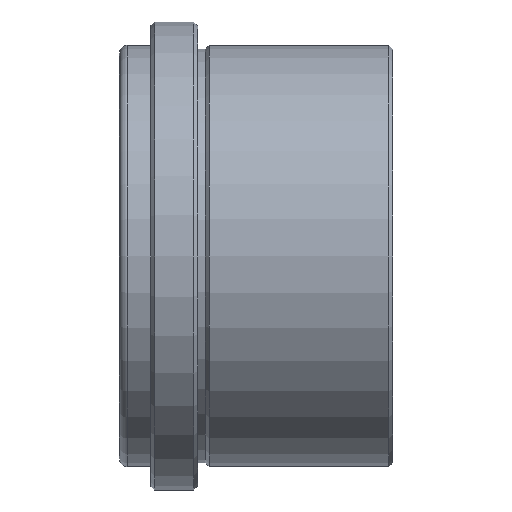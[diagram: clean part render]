
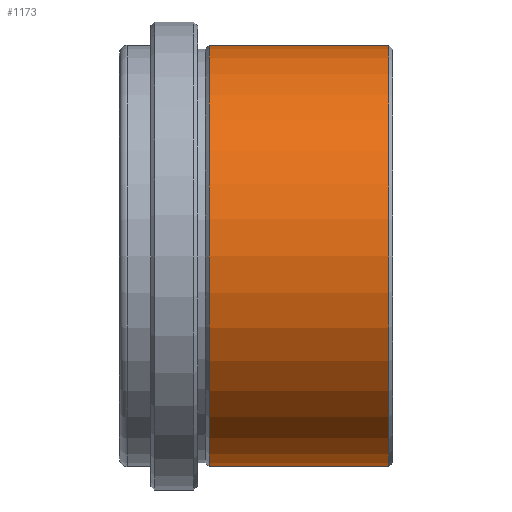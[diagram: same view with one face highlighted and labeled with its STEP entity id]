
A CAD part, left-side view. The second image highlights one B-rep face of the part: STEP entity #1173.
In plain terms, the highlighted cylindrical face has radius 27 mm (diameter 54 mm), a partial arc.
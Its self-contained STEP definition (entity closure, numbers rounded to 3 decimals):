
#67 = VECTOR ( 'NONE', #1605, 1000. ) ;
#68 = AXIS2_PLACEMENT_3D ( 'NONE', #1545, #1698, #1551 ) ;
#144 = EDGE_CURVE ( 'NONE', #1988, #988, #2055, .T. ) ;
#164 = ORIENTED_EDGE ( 'NONE', *, *, #1538, .F. ) ;
#297 = CARTESIAN_POINT ( 'NONE',  ( 0., -22.287, 27. ) ) ;
#298 = ORIENTED_EDGE ( 'NONE', *, *, #144, .T. ) ;
#362 = LINE ( 'NONE', #1122, #2072 ) ;
#457 = ORIENTED_EDGE ( 'NONE', *, *, #1859, .T. ) ;
#475 = DIRECTION ( 'NONE',  ( 0., -1., 0. ) ) ;
#483 = EDGE_CURVE ( 'NONE', #1988, #1020, #362, .T. ) ;
#672 = DIRECTION ( 'NONE',  ( 0., -1., 0. ) ) ;
#748 = ORIENTED_EDGE ( 'NONE', *, *, #483, .F. ) ;
#776 = DIRECTION ( 'NONE',  ( 0., 0., -1. ) ) ;
#787 = CARTESIAN_POINT ( 'NONE',  ( 0., -22.287, -27. ) ) ;
#796 = DIRECTION ( 'NONE',  ( 0., -1., 0. ) ) ;
#815 = VERTEX_POINT ( 'NONE', #787 ) ;
#965 = CARTESIAN_POINT ( 'NONE',  ( 0., 0.713, -27. ) ) ;
#966 = LINE ( 'NONE', #1621, #67 ) ;
#988 = VERTEX_POINT ( 'NONE', #965 ) ;
#1020 = VERTEX_POINT ( 'NONE', #297 ) ;
#1026 = AXIS2_PLACEMENT_3D ( 'NONE', #1946, #796, #776 ) ;
#1122 = CARTESIAN_POINT ( 'NONE',  ( 0., 0., 27. ) ) ;
#1173 = ADVANCED_FACE ( 'NONE', ( #2116 ), #1486, .T. ) ;
#1327 = DIRECTION ( 'NONE',  ( 0., 0., -1. ) ) ;
#1486 = CYLINDRICAL_SURFACE ( 'NONE', #1499, 27. ) ;
#1494 = CARTESIAN_POINT ( 'NONE',  ( 0., 0., 0. ) ) ;
#1499 = AXIS2_PLACEMENT_3D ( 'NONE', #1494, #672, #1327 ) ;
#1538 = EDGE_CURVE ( 'NONE', #1020, #815, #1818, .T. ) ;
#1545 = CARTESIAN_POINT ( 'NONE',  ( 0., -22.287, 0. ) ) ;
#1551 = DIRECTION ( 'NONE',  ( 0., 0., -1. ) ) ;
#1605 = DIRECTION ( 'NONE',  ( 0., -1., 0. ) ) ;
#1621 = CARTESIAN_POINT ( 'NONE',  ( 0., 0., -27. ) ) ;
#1664 = EDGE_LOOP ( 'NONE', ( #748, #298, #457, #164 ) ) ;
#1698 = DIRECTION ( 'NONE',  ( 0., -1., 0. ) ) ;
#1818 = CIRCLE ( 'NONE', #68, 27. ) ;
#1859 = EDGE_CURVE ( 'NONE', #988, #815, #966, .T. ) ;
#1946 = CARTESIAN_POINT ( 'NONE',  ( 0., 0.713, 0. ) ) ;
#1988 = VERTEX_POINT ( 'NONE', #2137 ) ;
#2055 = CIRCLE ( 'NONE', #1026, 27. ) ;
#2072 = VECTOR ( 'NONE', #475, 1000. ) ;
#2116 = FACE_OUTER_BOUND ( 'NONE', #1664, .T. ) ;
#2137 = CARTESIAN_POINT ( 'NONE',  ( 0., 0.713, 27. ) ) ;
